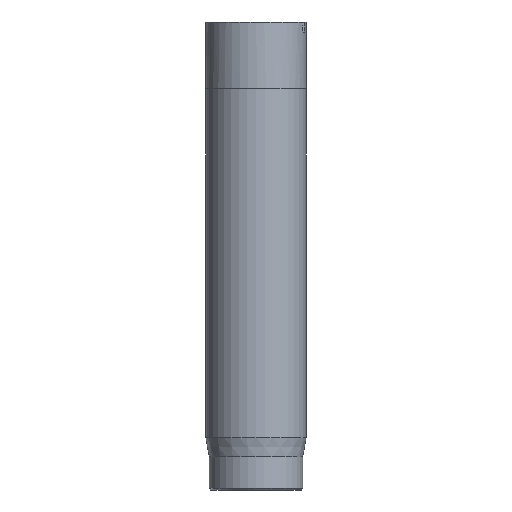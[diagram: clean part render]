
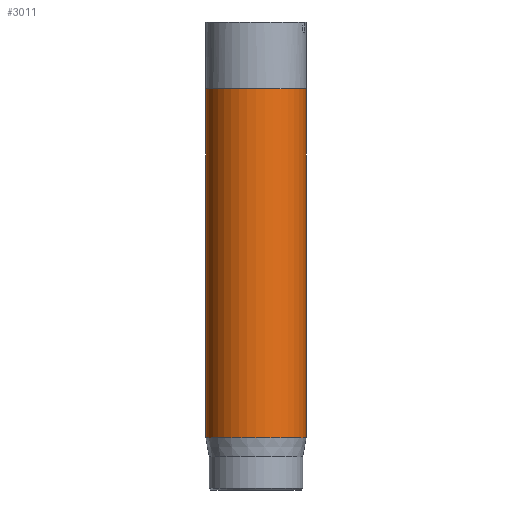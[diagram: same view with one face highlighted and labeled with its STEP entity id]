
A CAD part, front view. The second image highlights one B-rep face of the part: STEP entity #3011.
In plain terms, the highlighted cylindrical face has radius 1.5 mm (diameter 3 mm), a full revolution.
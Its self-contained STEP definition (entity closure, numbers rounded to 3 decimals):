
#408=CYLINDRICAL_SURFACE('',#3258,1.5);
#421=FACE_OUTER_BOUND('',#597,.T.);
#597=EDGE_LOOP('',(#2103,#2104,#2105,#2106,#2107));
#782=LINE('',#3855,#1021);
#1021=VECTOR('',#3407,1.5);
#1257=CIRCLE('',#3240,1.5);
#1266=CIRCLE('',#3256,1.5);
#1267=CIRCLE('',#3257,1.5);
#1284=VERTEX_POINT('',#3819);
#1293=VERTEX_POINT('',#3849);
#1294=VERTEX_POINT('',#3850);
#1597=EDGE_CURVE('',#1284,#1284,#1257,.T.);
#1611=EDGE_CURVE('',#1293,#1294,#1266,.T.);
#1612=EDGE_CURVE('',#1294,#1293,#1267,.T.);
#1614=EDGE_CURVE('',#1284,#1293,#782,.T.);
#2103=ORIENTED_EDGE('',*,*,#1597,.T.);
#2104=ORIENTED_EDGE('',*,*,#1614,.T.);
#2105=ORIENTED_EDGE('',*,*,#1611,.T.);
#2106=ORIENTED_EDGE('',*,*,#1612,.T.);
#2107=ORIENTED_EDGE('',*,*,#1614,.F.);
#3011=ADVANCED_FACE('',(#421),#408,.T.);
#3240=AXIS2_PLACEMENT_3D('',#3820,#3363,#3364);
#3256=AXIS2_PLACEMENT_3D('',#3851,#3400,#3401);
#3257=AXIS2_PLACEMENT_3D('',#3852,#3402,#3403);
#3258=AXIS2_PLACEMENT_3D('',#3854,#3405,#3406);
#3363=DIRECTION('center_axis',(0.,0.,-1.));
#3364=DIRECTION('ref_axis',(-1.,0.,0.));
#3400=DIRECTION('center_axis',(0.,0.,1.));
#3401=DIRECTION('ref_axis',(-1.,0.,0.));
#3402=DIRECTION('center_axis',(0.,0.,1.));
#3403=DIRECTION('ref_axis',(-1.,0.,0.));
#3405=DIRECTION('center_axis',(0.,0.,1.));
#3406=DIRECTION('ref_axis',(-1.,0.,0.));
#3407=DIRECTION('',(0.,0.,-1.));
#3819=CARTESIAN_POINT('',(1.5,0.,12.));
#3820=CARTESIAN_POINT('Origin',(0.,0.,12.));
#3849=CARTESIAN_POINT('',(1.5,0.,1.567));
#3850=CARTESIAN_POINT('',(-1.5,0.,1.567));
#3851=CARTESIAN_POINT('Origin',(0.,0.,1.567));
#3852=CARTESIAN_POINT('Origin',(0.,0.,1.567));
#3854=CARTESIAN_POINT('Origin',(0.,0.,0.));
#3855=CARTESIAN_POINT('',(1.5,0.,0.));
